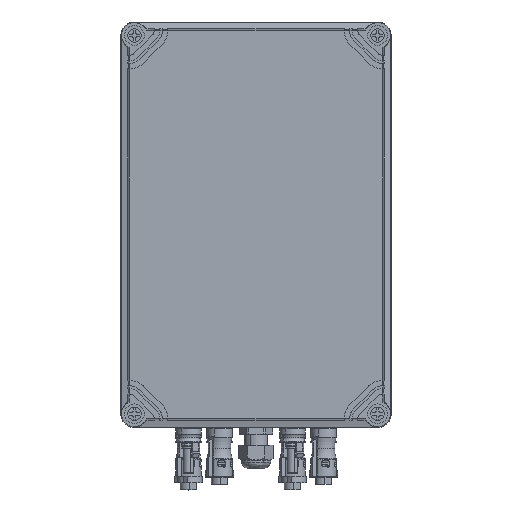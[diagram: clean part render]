
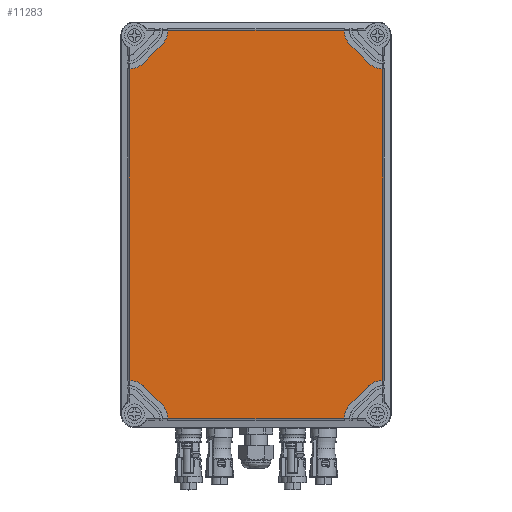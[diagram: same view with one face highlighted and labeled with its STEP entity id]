
A CAD part, top view. The second image highlights one B-rep face of the part: STEP entity #11283.
In plain terms, the highlighted planar face has unit normal (0, 0, 1).
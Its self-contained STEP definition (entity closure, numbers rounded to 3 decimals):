
#11179=AXIS2_PLACEMENT_3D('Plane Axis2P3D',#11176,#11177,#11178) ;
#11183=AXIS2_PLACEMENT_3D('Circle Axis2P3D',#11181,#11182,$) ;
#11197=AXIS2_PLACEMENT_3D('Circle Axis2P3D',#11195,#11196,$) ;
#11202=AXIS2_PLACEMENT_3D('Circle Axis2P3D',#11200,#11201,$) ;
#11216=AXIS2_PLACEMENT_3D('Circle Axis2P3D',#11214,#11215,$) ;
#11221=AXIS2_PLACEMENT_3D('Circle Axis2P3D',#11219,#11220,$) ;
#11235=AXIS2_PLACEMENT_3D('Circle Axis2P3D',#11233,#11234,$) ;
#11240=AXIS2_PLACEMENT_3D('Circle Axis2P3D',#11238,#11239,$) ;
#11254=AXIS2_PLACEMENT_3D('Circle Axis2P3D',#11252,#11253,$) ;
#8307=CARTESIAN_POINT('Vertex',(6.2,80.879,132.)) ;
#8310=CARTESIAN_POINT('Line Origine',(6.2,196.225,132.)) ;
#8314=CARTESIAN_POINT('Vertex',(6.2,311.571,132.)) ;
#8346=CARTESIAN_POINT('Vertex',(6.7,80.879,132.)) ;
#8349=CARTESIAN_POINT('Line Origine',(6.45,80.879,132.)) ;
#8680=CARTESIAN_POINT('Line Origine',(6.45,311.571,132.)) ;
#8684=CARTESIAN_POINT('Vertex',(6.7,311.571,132.)) ;
#8877=CARTESIAN_POINT('Vertex',(34.654,52.925,132.)) ;
#8884=CARTESIAN_POINT('Vertex',(34.654,52.425,132.)) ;
#8887=CARTESIAN_POINT('Line Origine',(34.654,52.675,132.)) ;
#8910=CARTESIAN_POINT('Vertex',(165.346,52.425,132.)) ;
#8913=CARTESIAN_POINT('Line Origine',(100.,52.425,132.)) ;
#8931=CARTESIAN_POINT('Line Origine',(165.346,52.675,132.)) ;
#8935=CARTESIAN_POINT('Vertex',(165.346,52.925,132.)) ;
#9373=CARTESIAN_POINT('Vertex',(193.8,80.879,132.)) ;
#9376=CARTESIAN_POINT('Line Origine',(193.55,80.879,132.)) ;
#9380=CARTESIAN_POINT('Vertex',(193.3,80.879,132.)) ;
#9406=CARTESIAN_POINT('Vertex',(193.8,311.571,132.)) ;
#9409=CARTESIAN_POINT('Line Origine',(193.8,196.225,132.)) ;
#9433=CARTESIAN_POINT('Vertex',(193.3,311.571,132.)) ;
#9436=CARTESIAN_POINT('Line Origine',(193.55,311.571,132.)) ;
#9849=CARTESIAN_POINT('Vertex',(165.346,339.525,132.)) ;
#9856=CARTESIAN_POINT('Vertex',(165.346,340.025,132.)) ;
#9859=CARTESIAN_POINT('Line Origine',(165.346,339.775,132.)) ;
#9878=CARTESIAN_POINT('Line Origine',(100.,340.025,132.)) ;
#9882=CARTESIAN_POINT('Vertex',(34.654,340.025,132.)) ;
#9898=CARTESIAN_POINT('Line Origine',(34.654,339.775,132.)) ;
#9902=CARTESIAN_POINT('Vertex',(34.654,339.525,132.)) ;
#11176=CARTESIAN_POINT('Axis2P3D Location',(100.,196.225,132.)) ;
#11181=CARTESIAN_POINT('Axis2P3D Location',(6.7,66.879,132.)) ;
#11185=CARTESIAN_POINT('Vertex',(16.599,76.778,132.)) ;
#11188=CARTESIAN_POINT('Line Origine',(23.576,69.801,132.)) ;
#11192=CARTESIAN_POINT('Vertex',(30.553,62.824,132.)) ;
#11195=CARTESIAN_POINT('Axis2P3D Location',(20.654,52.925,132.)) ;
#11200=CARTESIAN_POINT('Axis2P3D Location',(179.346,52.925,132.)) ;
#11204=CARTESIAN_POINT('Vertex',(169.447,62.824,132.)) ;
#11207=CARTESIAN_POINT('Line Origine',(176.424,69.801,132.)) ;
#11211=CARTESIAN_POINT('Vertex',(183.401,76.778,132.)) ;
#11214=CARTESIAN_POINT('Axis2P3D Location',(193.3,66.879,132.)) ;
#11219=CARTESIAN_POINT('Axis2P3D Location',(193.3,325.571,132.)) ;
#11223=CARTESIAN_POINT('Vertex',(183.401,315.672,132.)) ;
#11226=CARTESIAN_POINT('Line Origine',(176.424,322.649,132.)) ;
#11230=CARTESIAN_POINT('Vertex',(169.447,329.626,132.)) ;
#11233=CARTESIAN_POINT('Axis2P3D Location',(179.346,339.525,132.)) ;
#11238=CARTESIAN_POINT('Axis2P3D Location',(20.654,339.525,132.)) ;
#11242=CARTESIAN_POINT('Vertex',(30.553,329.626,132.)) ;
#11245=CARTESIAN_POINT('Line Origine',(23.576,322.649,132.)) ;
#11249=CARTESIAN_POINT('Vertex',(16.599,315.672,132.)) ;
#11252=CARTESIAN_POINT('Axis2P3D Location',(6.7,325.571,132.)) ;
#8311=DIRECTION('Vector Direction',(0.,-1.,0.)) ;
#8350=DIRECTION('Vector Direction',(-1.,0.,0.)) ;
#8681=DIRECTION('Vector Direction',(-1.,0.,0.)) ;
#8888=DIRECTION('Vector Direction',(0.,1.,0.)) ;
#8914=DIRECTION('Vector Direction',(1.,0.,0.)) ;
#8932=DIRECTION('Vector Direction',(0.,1.,0.)) ;
#9377=DIRECTION('Vector Direction',(-1.,0.,0.)) ;
#9410=DIRECTION('Vector Direction',(0.,-1.,0.)) ;
#9437=DIRECTION('Vector Direction',(-1.,0.,0.)) ;
#9860=DIRECTION('Vector Direction',(0.,1.,0.)) ;
#9879=DIRECTION('Vector Direction',(1.,0.,0.)) ;
#9899=DIRECTION('Vector Direction',(0.,1.,0.)) ;
#11177=DIRECTION('Axis2P3D Direction',(0.,0.,1.)) ;
#11178=DIRECTION('Axis2P3D XDirection',(0.,-1.,0.)) ;
#11182=DIRECTION('Axis2P3D Direction',(0.,0.,1.)) ;
#11189=DIRECTION('Vector Direction',(-0.707,0.707,0.)) ;
#11196=DIRECTION('Axis2P3D Direction',(0.,0.,1.)) ;
#11201=DIRECTION('Axis2P3D Direction',(0.,0.,1.)) ;
#11208=DIRECTION('Vector Direction',(0.707,0.707,0.)) ;
#11215=DIRECTION('Axis2P3D Direction',(0.,0.,1.)) ;
#11220=DIRECTION('Axis2P3D Direction',(0.,0.,1.)) ;
#11227=DIRECTION('Vector Direction',(0.707,-0.707,0.)) ;
#11234=DIRECTION('Axis2P3D Direction',(0.,0.,1.)) ;
#11239=DIRECTION('Axis2P3D Direction',(0.,0.,1.)) ;
#11246=DIRECTION('Vector Direction',(-0.707,-0.707,0.)) ;
#11253=DIRECTION('Axis2P3D Direction',(0.,0.,1.)) ;
#8312=VECTOR('Line Direction',#8311,1.) ;
#8351=VECTOR('Line Direction',#8350,1.) ;
#8682=VECTOR('Line Direction',#8681,1.) ;
#8889=VECTOR('Line Direction',#8888,1.) ;
#8915=VECTOR('Line Direction',#8914,1.) ;
#8933=VECTOR('Line Direction',#8932,1.) ;
#9378=VECTOR('Line Direction',#9377,1.) ;
#9411=VECTOR('Line Direction',#9410,1.) ;
#9438=VECTOR('Line Direction',#9437,1.) ;
#9861=VECTOR('Line Direction',#9860,1.) ;
#9880=VECTOR('Line Direction',#9879,1.) ;
#9900=VECTOR('Line Direction',#9899,1.) ;
#11190=VECTOR('Line Direction',#11189,1.) ;
#11209=VECTOR('Line Direction',#11208,1.) ;
#11228=VECTOR('Line Direction',#11227,1.) ;
#11247=VECTOR('Line Direction',#11246,1.) ;
#11258=ORIENTED_EDGE('',*,*,#8353,.F.) ;
#11259=ORIENTED_EDGE('',*,*,#11187,.T.) ;
#11260=ORIENTED_EDGE('',*,*,#11194,.F.) ;
#11261=ORIENTED_EDGE('',*,*,#11199,.F.) ;
#11262=ORIENTED_EDGE('',*,*,#8891,.F.) ;
#11263=ORIENTED_EDGE('',*,*,#8917,.F.) ;
#11264=ORIENTED_EDGE('',*,*,#8937,.T.) ;
#11265=ORIENTED_EDGE('',*,*,#11206,.T.) ;
#11266=ORIENTED_EDGE('',*,*,#11213,.T.) ;
#11267=ORIENTED_EDGE('',*,*,#11218,.F.) ;
#11268=ORIENTED_EDGE('',*,*,#9382,.T.) ;
#11269=ORIENTED_EDGE('',*,*,#9413,.T.) ;
#11270=ORIENTED_EDGE('',*,*,#9440,.F.) ;
#11271=ORIENTED_EDGE('',*,*,#11225,.T.) ;
#11272=ORIENTED_EDGE('',*,*,#11232,.F.) ;
#11273=ORIENTED_EDGE('',*,*,#11237,.F.) ;
#11274=ORIENTED_EDGE('',*,*,#9863,.F.) ;
#11275=ORIENTED_EDGE('',*,*,#9884,.T.) ;
#11276=ORIENTED_EDGE('',*,*,#9904,.T.) ;
#11277=ORIENTED_EDGE('',*,*,#11244,.T.) ;
#11278=ORIENTED_EDGE('',*,*,#11251,.T.) ;
#11279=ORIENTED_EDGE('',*,*,#11256,.F.) ;
#11280=ORIENTED_EDGE('',*,*,#8686,.T.) ;
#11281=ORIENTED_EDGE('',*,*,#8316,.F.) ;
#11283=ADVANCED_FACE('Hauptk\X2\00F6\X0\rper',(#11282),#11180,.T.) ;
#11184=CIRCLE('generated circle',#11183,14.) ;
#11198=CIRCLE('generated circle',#11197,14.) ;
#11203=CIRCLE('generated circle',#11202,14.) ;
#11217=CIRCLE('generated circle',#11216,14.) ;
#11222=CIRCLE('generated circle',#11221,14.) ;
#11236=CIRCLE('generated circle',#11235,14.) ;
#11241=CIRCLE('generated circle',#11240,14.) ;
#11255=CIRCLE('generated circle',#11254,14.) ;
#8316=EDGE_CURVE('',#8308,#8315,#8313,.F.) ;
#8353=EDGE_CURVE('',#8347,#8308,#8352,.T.) ;
#8686=EDGE_CURVE('',#8685,#8315,#8683,.T.) ;
#8891=EDGE_CURVE('',#8885,#8878,#8890,.T.) ;
#8917=EDGE_CURVE('',#8911,#8885,#8916,.F.) ;
#8937=EDGE_CURVE('',#8911,#8936,#8934,.T.) ;
#9382=EDGE_CURVE('',#9381,#9374,#9379,.F.) ;
#9413=EDGE_CURVE('',#9374,#9407,#9412,.F.) ;
#9440=EDGE_CURVE('',#9434,#9407,#9439,.F.) ;
#9863=EDGE_CURVE('',#9857,#9850,#9862,.F.) ;
#9884=EDGE_CURVE('',#9857,#9883,#9881,.F.) ;
#9904=EDGE_CURVE('',#9883,#9903,#9901,.F.) ;
#11187=EDGE_CURVE('',#8347,#11186,#11184,.F.) ;
#11194=EDGE_CURVE('',#11193,#11186,#11191,.T.) ;
#11199=EDGE_CURVE('',#8878,#11193,#11198,.T.) ;
#11206=EDGE_CURVE('',#8936,#11205,#11203,.F.) ;
#11213=EDGE_CURVE('',#11205,#11212,#11210,.T.) ;
#11218=EDGE_CURVE('',#9381,#11212,#11217,.T.) ;
#11225=EDGE_CURVE('',#9434,#11224,#11222,.F.) ;
#11232=EDGE_CURVE('',#11231,#11224,#11229,.T.) ;
#11237=EDGE_CURVE('',#9850,#11231,#11236,.T.) ;
#11244=EDGE_CURVE('',#9903,#11243,#11241,.F.) ;
#11251=EDGE_CURVE('',#11243,#11250,#11248,.T.) ;
#11256=EDGE_CURVE('',#8685,#11250,#11255,.T.) ;
#11257=EDGE_LOOP('',(#11258,#11259,#11260,#11261,#11262,#11263,#11264,#11265,#11266,#11267,#11268,#11269,#11270,#11271,#11272,#11273,#11274,#11275,#11276,#11277,#11278,#11279,#11280,#11281)) ;
#11282=FACE_OUTER_BOUND('',#11257,.T.) ;
#8313=LINE('Line',#8310,#8312) ;
#8352=LINE('Line',#8349,#8351) ;
#8683=LINE('Line',#8680,#8682) ;
#8890=LINE('Line',#8887,#8889) ;
#8916=LINE('Line',#8913,#8915) ;
#8934=LINE('Line',#8931,#8933) ;
#9379=LINE('Line',#9376,#9378) ;
#9412=LINE('Line',#9409,#9411) ;
#9439=LINE('Line',#9436,#9438) ;
#9862=LINE('Line',#9859,#9861) ;
#9881=LINE('Line',#9878,#9880) ;
#9901=LINE('Line',#9898,#9900) ;
#11191=LINE('Line',#11188,#11190) ;
#11210=LINE('Line',#11207,#11209) ;
#11229=LINE('Line',#11226,#11228) ;
#11248=LINE('Line',#11245,#11247) ;
#11180=PLANE('',#11179) ;
#8308=VERTEX_POINT('',#8307) ;
#8315=VERTEX_POINT('',#8314) ;
#8347=VERTEX_POINT('',#8346) ;
#8685=VERTEX_POINT('',#8684) ;
#8878=VERTEX_POINT('',#8877) ;
#8885=VERTEX_POINT('',#8884) ;
#8911=VERTEX_POINT('',#8910) ;
#8936=VERTEX_POINT('',#8935) ;
#9374=VERTEX_POINT('',#9373) ;
#9381=VERTEX_POINT('',#9380) ;
#9407=VERTEX_POINT('',#9406) ;
#9434=VERTEX_POINT('',#9433) ;
#9850=VERTEX_POINT('',#9849) ;
#9857=VERTEX_POINT('',#9856) ;
#9883=VERTEX_POINT('',#9882) ;
#9903=VERTEX_POINT('',#9902) ;
#11186=VERTEX_POINT('',#11185) ;
#11193=VERTEX_POINT('',#11192) ;
#11205=VERTEX_POINT('',#11204) ;
#11212=VERTEX_POINT('',#11211) ;
#11224=VERTEX_POINT('',#11223) ;
#11231=VERTEX_POINT('',#11230) ;
#11243=VERTEX_POINT('',#11242) ;
#11250=VERTEX_POINT('',#11249) ;
